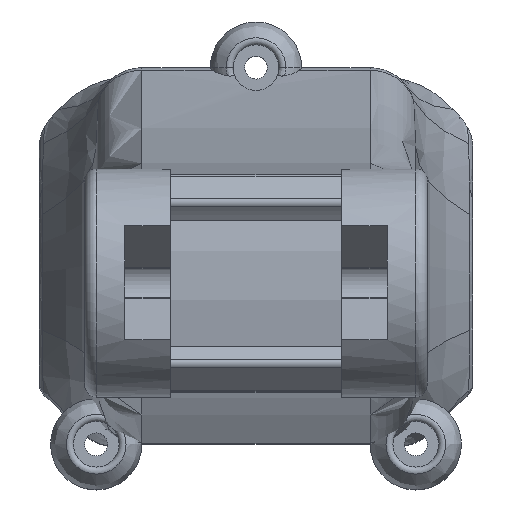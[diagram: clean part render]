
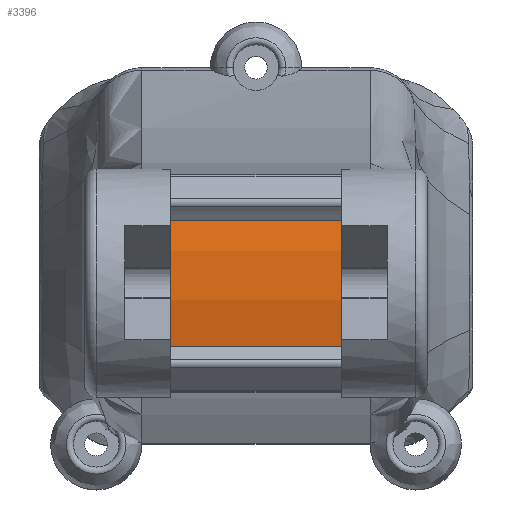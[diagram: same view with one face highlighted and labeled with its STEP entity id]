
A CAD part, top view. The second image highlights one B-rep face of the part: STEP entity #3396.
In plain terms, the highlighted cylindrical face has radius 13.5 mm (diameter 27 mm), a partial arc.
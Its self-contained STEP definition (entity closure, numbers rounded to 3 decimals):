
#118=B_SPLINE_CURVE_WITH_KNOTS('',3,(#5930,#5931,#5932,#5933,#5934,#5935,
#5936,#5937),.UNSPECIFIED.,.F.,.F.,(4,2,2,4),(0.907,0.938,
1.048,1.159),.UNSPECIFIED.);
#119=B_SPLINE_CURVE_WITH_KNOTS('',3,(#5939,#5940,#5941,#5942,#5943,#5944,
#5945,#5946),.UNSPECIFIED.,.F.,.F.,(4,2,2,4),(0.907,0.938,
1.048,1.159),.UNSPECIFIED.);
#309=LINE('',#5921,#458);
#311=LINE('',#5980,#460);
#353=LINE('',#6196,#502);
#458=VECTOR('',#4210,10.);
#460=VECTOR('',#4220,10.);
#502=VECTOR('',#4390,10.);
#607=CYLINDRICAL_SURFACE('',#3720,13.5);
#740=FACE_OUTER_BOUND('',#956,.T.);
#956=EDGE_LOOP('',(#2594,#2595,#2596,#2597,#2598,#2599,#2600));
#1163=CIRCLE('',#3660,13.5);
#1199=CIRCLE('',#3721,13.5);
#1447=VERTEX_POINT('',#5919);
#1448=VERTEX_POINT('',#5920);
#1451=VERTEX_POINT('',#5928);
#1452=VERTEX_POINT('',#5929);
#1453=VERTEX_POINT('',#5938);
#1457=VERTEX_POINT('',#5979);
#1516=VERTEX_POINT('',#6194);
#1829=EDGE_CURVE('',#1447,#1448,#309,.T.);
#1833=EDGE_CURVE('',#1451,#1452,#118,.T.);
#1834=EDGE_CURVE('',#1453,#1452,#119,.T.);
#1839=EDGE_CURVE('',#1457,#1451,#311,.T.);
#1842=EDGE_CURVE('',#1448,#1457,#1163,.F.);
#1923=EDGE_CURVE('',#1447,#1516,#1199,.F.);
#1924=EDGE_CURVE('',#1516,#1453,#353,.T.);
#2594=ORIENTED_EDGE('',*,*,#1829,.F.);
#2595=ORIENTED_EDGE('',*,*,#1923,.T.);
#2596=ORIENTED_EDGE('',*,*,#1924,.T.);
#2597=ORIENTED_EDGE('',*,*,#1834,.T.);
#2598=ORIENTED_EDGE('',*,*,#1833,.F.);
#2599=ORIENTED_EDGE('',*,*,#1839,.F.);
#2600=ORIENTED_EDGE('',*,*,#1842,.F.);
#3396=ADVANCED_FACE('',(#740),#607,.T.);
#3660=AXIS2_PLACEMENT_3D('',#5985,#4226,#4227);
#3720=AXIS2_PLACEMENT_3D('',#6193,#4386,#4387);
#3721=AXIS2_PLACEMENT_3D('',#6195,#4388,#4389);
#4210=DIRECTION('',(-1.,0.,0.));
#4220=DIRECTION('',(1.,0.,0.));
#4226=DIRECTION('center_axis',(1.,0.,0.));
#4227=DIRECTION('ref_axis',(0.,1.,0.));
#4386=DIRECTION('center_axis',(1.,0.,0.));
#4387=DIRECTION('ref_axis',(0.,1.,0.));
#4388=DIRECTION('center_axis',(1.,0.,0.));
#4389=DIRECTION('ref_axis',(0.,1.,0.));
#4390=DIRECTION('',(-1.,0.,0.));
#5919=CARTESIAN_POINT('',(5.,-4.86,12.595));
#5920=CARTESIAN_POINT('',(-5.,-4.86,12.595));
#5921=CARTESIAN_POINT('',(0.,-4.86,12.595));
#5928=CARTESIAN_POINT('',(-2.231,7.494,11.229));
#5929=CARTESIAN_POINT('',(0.,6.5,11.832));
#5930=CARTESIAN_POINT('Ctrl Pts',(-2.231,7.494,11.229));
#5931=CARTESIAN_POINT('Ctrl Pts',(-2.168,7.424,11.275));
#5932=CARTESIAN_POINT('Ctrl Pts',(-2.102,7.357,11.319));
#5933=CARTESIAN_POINT('Ctrl Pts',(-1.784,7.064,11.507));
#5934=CARTESIAN_POINT('Ctrl Pts',(-1.466,6.855,11.631));
#5935=CARTESIAN_POINT('Ctrl Pts',(-0.758,6.572,11.793));
#5936=CARTESIAN_POINT('Ctrl Pts',(-0.368,6.5,11.832));
#5937=CARTESIAN_POINT('Ctrl Pts',(0.,6.5,11.832));
#5938=CARTESIAN_POINT('',(2.231,7.494,11.229));
#5939=CARTESIAN_POINT('Ctrl Pts',(2.231,7.494,11.229));
#5940=CARTESIAN_POINT('Ctrl Pts',(2.168,7.424,11.275));
#5941=CARTESIAN_POINT('Ctrl Pts',(2.102,7.357,11.319));
#5942=CARTESIAN_POINT('Ctrl Pts',(1.784,7.064,11.507));
#5943=CARTESIAN_POINT('Ctrl Pts',(1.466,6.855,11.631));
#5944=CARTESIAN_POINT('Ctrl Pts',(0.758,6.572,11.793));
#5945=CARTESIAN_POINT('Ctrl Pts',(0.368,6.5,11.832));
#5946=CARTESIAN_POINT('Ctrl Pts',(0.,6.5,11.832));
#5979=CARTESIAN_POINT('',(-5.,7.494,11.229));
#5980=CARTESIAN_POINT('',(0.,7.494,11.229));
#5985=CARTESIAN_POINT('Origin',(-5.,0.,0.));
#6193=CARTESIAN_POINT('Origin',(0.,0.,0.));
#6194=CARTESIAN_POINT('',(5.,7.494,11.229));
#6195=CARTESIAN_POINT('Origin',(5.,0.,0.));
#6196=CARTESIAN_POINT('',(0.,7.494,11.229));
